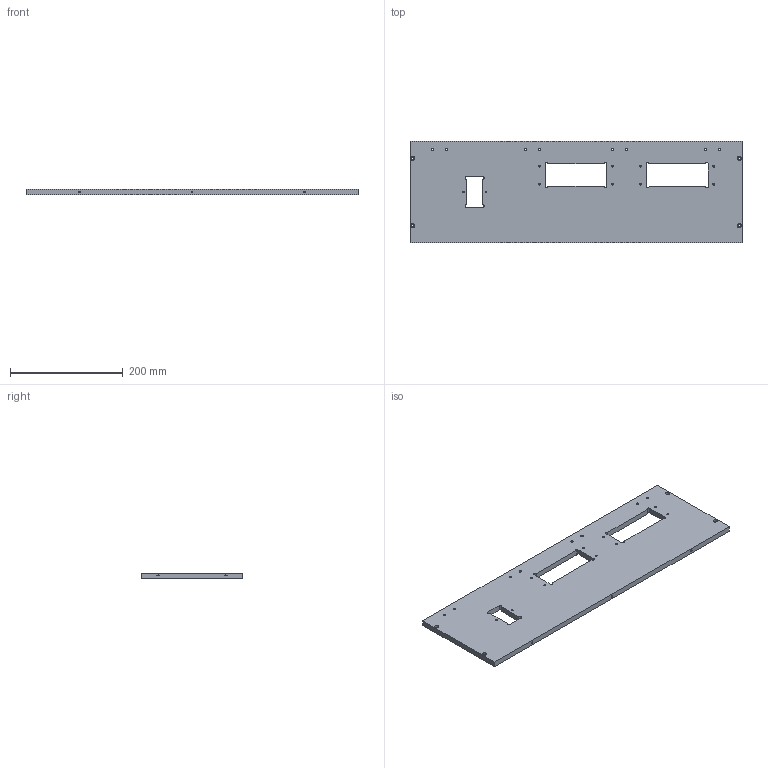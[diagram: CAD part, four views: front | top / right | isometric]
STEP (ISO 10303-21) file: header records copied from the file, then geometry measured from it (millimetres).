
FILE_DESCRIPTION (( 'STEP AP203' ), '1' );
FILE_NAME ('TAE-22001JC-001-05.STEP', '2021-12-21T06:47:52', ( '' ), ( '' ), 'SwSTEP 2.0', 'SolidWorks 2016', '' );
FILE_SCHEMA (( 'CONFIG_CONTROL_DESIGN' ));
Length unit declared in the file: millimetre
Products named in the file (1): TAE-22001JC-001-05
Bounding box: 590 x 180 x 10 mm (x, y, z)
Volume: 953444.2 mm3; surface area: 217484.9 mm2
Topology: 1 solids, 1 shells, 100 faces, 276 edges, 179 vertices
Faces by surface type: cylinder 72, plane 22, cone 6
Entity records: 3391 total; most frequent: DIRECTION 616, CARTESIAN_POINT 550, ORIENTED_EDGE 540, EDGE_CURVE 270, AXIS2_PLACEMENT_3D 245, VERTEX_POINT 179, EDGE_LOOP 157, CIRCLE 144
